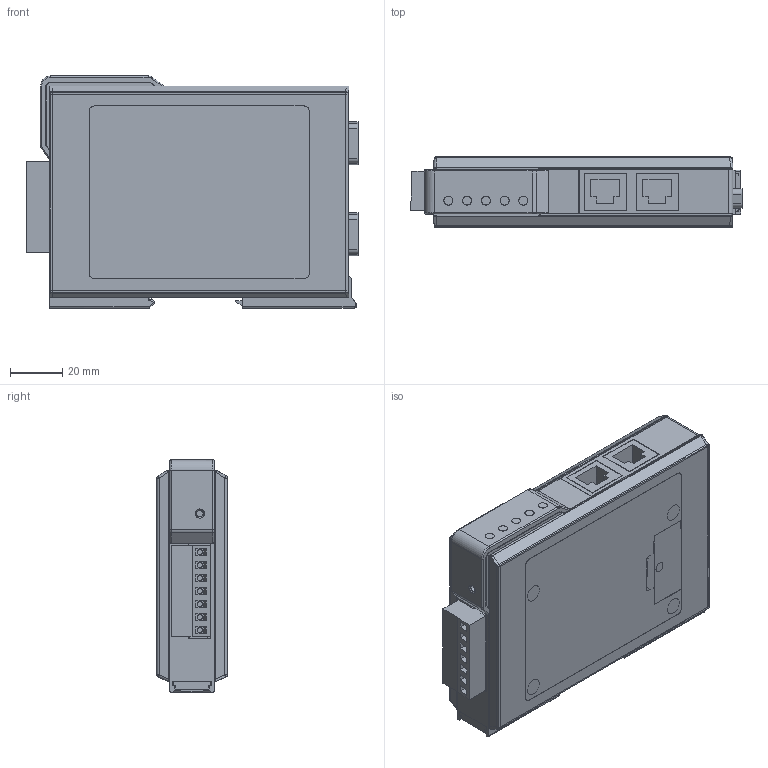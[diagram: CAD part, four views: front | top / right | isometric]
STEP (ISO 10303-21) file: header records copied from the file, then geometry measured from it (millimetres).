
FILE_DESCRIPTION((''),'2;1');
FILE_NAME('PRT0001','2013-12-28T',('Vincent_Huang'),(''),'PRO/ENGINEER BY PARAMETRIC TECHNOLOGY CORPORATION, 2004320','PRO/ENGINEER BY PARAMETRIC TECHNOLOGY CORPORATION, 2004320','');
FILE_SCHEMA(('CONFIG_CONTROL_DESIGN'));
Length unit declared in the file: millimetre
Products named in the file (1): PRT0001
Bounding box: 127.55 x 27 x 89.2 mm (x, y, z)
Surface area: 171551.7 mm2 (no closed solid volume)
Topology: 0 solids, 17 shells, 2132 faces, 5600 edges, 3700 vertices
Faces by surface type: plane 1558, cylinder 530, cone 18, sphere 12, torus 10, bspline 4
Entity records: 65891 total; most frequent: CARTESIAN_POINT 11882, ORIENTED_EDGE 11188, DIRECTION 10874, EDGE_CURVE 5594, VECTOR 4416, LINE 4416, VERTEX_POINT 3700, AXIS2_PLACEMENT_3D 3229
